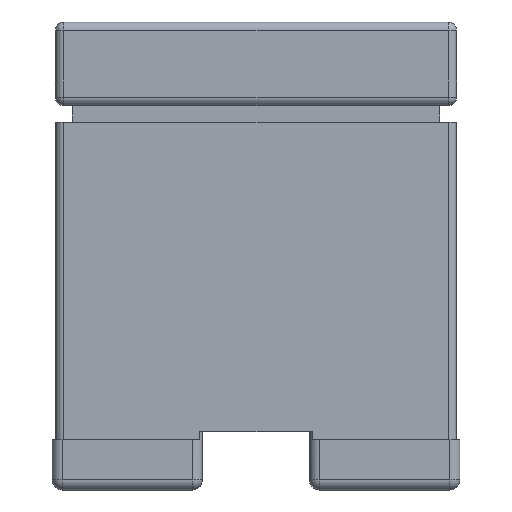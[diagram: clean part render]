
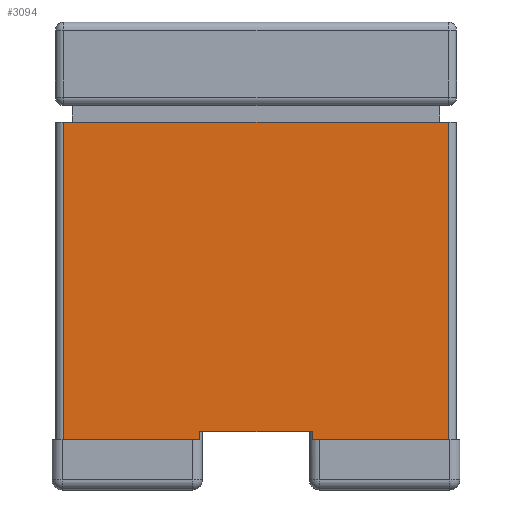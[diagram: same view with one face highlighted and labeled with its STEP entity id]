
A CAD part, left-side view. The second image highlights one B-rep face of the part: STEP entity #3094.
In plain terms, the highlighted planar face has unit normal (-1, 0, 0).
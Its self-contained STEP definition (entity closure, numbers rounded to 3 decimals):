
#63=PLANE('',#3433);
#191=LINE('',#5335,#412);
#208=LINE('',#5405,#429);
#219=LINE('',#5443,#440);
#220=LINE('',#5446,#441);
#221=LINE('',#5448,#442);
#222=LINE('',#5449,#443);
#223=LINE('',#5450,#444);
#224=LINE('',#5451,#445);
#412=VECTOR('',#4047,10.);
#429=VECTOR('',#4126,10.);
#440=VECTOR('',#4161,10.);
#441=VECTOR('',#4164,10.);
#442=VECTOR('',#4165,10.);
#443=VECTOR('',#4166,10.);
#444=VECTOR('',#4167,10.);
#445=VECTOR('',#4168,10.);
#716=FACE_OUTER_BOUND('',#888,.T.);
#888=EDGE_LOOP('',(#2444,#2445,#2446,#2447,#2448,#2449,#2450,#2451));
#1356=VERTEX_POINT('',#5333);
#1357=VERTEX_POINT('',#5334);
#1376=VERTEX_POINT('',#5397);
#1379=VERTEX_POINT('',#5403);
#1387=VERTEX_POINT('',#5436);
#1390=VERTEX_POINT('',#5441);
#1391=VERTEX_POINT('',#5445);
#1392=VERTEX_POINT('',#5447);
#1720=EDGE_CURVE('',#1356,#1357,#191,.T.);
#1755=EDGE_CURVE('',#1379,#1376,#208,.T.);
#1772=EDGE_CURVE('',#1390,#1387,#219,.T.);
#1773=EDGE_CURVE('',#1391,#1356,#220,.T.);
#1774=EDGE_CURVE('',#1392,#1391,#221,.T.);
#1775=EDGE_CURVE('',#1392,#1387,#222,.T.);
#1776=EDGE_CURVE('',#1376,#1390,#223,.T.);
#1777=EDGE_CURVE('',#1357,#1379,#224,.T.);
#2444=ORIENTED_EDGE('',*,*,#1720,.F.);
#2445=ORIENTED_EDGE('',*,*,#1773,.F.);
#2446=ORIENTED_EDGE('',*,*,#1774,.F.);
#2447=ORIENTED_EDGE('',*,*,#1775,.T.);
#2448=ORIENTED_EDGE('',*,*,#1772,.F.);
#2449=ORIENTED_EDGE('',*,*,#1776,.F.);
#2450=ORIENTED_EDGE('',*,*,#1755,.F.);
#2451=ORIENTED_EDGE('',*,*,#1777,.F.);
#3094=ADVANCED_FACE('',(#716),#63,.T.);
#3433=AXIS2_PLACEMENT_3D('',#5444,#4162,#4163);
#4047=DIRECTION('',(0.,0.,1.));
#4126=DIRECTION('',(0.,0.,-1.));
#4161=DIRECTION('',(0.,0.,1.));
#4162=DIRECTION('center_axis',(-1.,0.,0.));
#4163=DIRECTION('ref_axis',(0.,0.,1.));
#4164=DIRECTION('',(0.,1.,0.));
#4165=DIRECTION('',(0.,0.,-1.));
#4166=DIRECTION('',(0.,1.,0.));
#4167=DIRECTION('',(0.,1.,0.));
#4168=DIRECTION('',(0.,1.,0.));
#5333=CARTESIAN_POINT('',(-1.,-0.168,0.15));
#5334=CARTESIAN_POINT('',(-1.,-0.168,0.175));
#5335=CARTESIAN_POINT('',(-1.,-0.168,0.087));
#5397=CARTESIAN_POINT('',(-1.,0.168,0.15));
#5403=CARTESIAN_POINT('',(-1.,0.168,0.175));
#5405=CARTESIAN_POINT('',(-1.,0.168,0.));
#5436=CARTESIAN_POINT('',(-1.,0.575,1.1));
#5441=CARTESIAN_POINT('',(-1.,0.575,0.15));
#5443=CARTESIAN_POINT('',(-1.,0.575,0.425));
#5444=CARTESIAN_POINT('Origin',(-1.,0.,0.15));
#5445=CARTESIAN_POINT('',(-1.,-0.575,0.15));
#5446=CARTESIAN_POINT('',(-1.,0.,0.15));
#5447=CARTESIAN_POINT('',(-1.,-0.575,1.1));
#5448=CARTESIAN_POINT('',(-1.,-0.575,0.425));
#5449=CARTESIAN_POINT('',(-1.,0.,1.1));
#5450=CARTESIAN_POINT('',(-1.,0.,0.15));
#5451=CARTESIAN_POINT('',(-1.,0.08,0.175));
